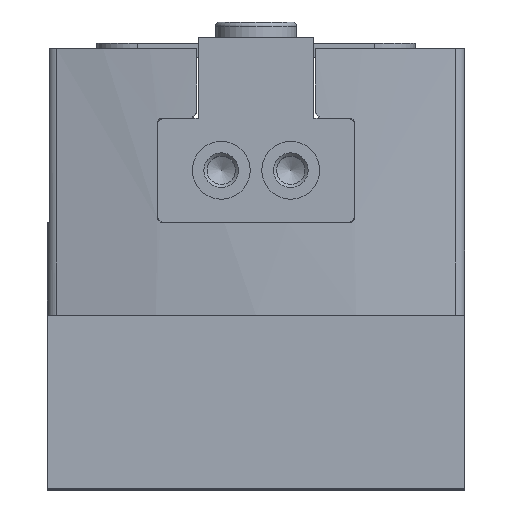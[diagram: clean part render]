
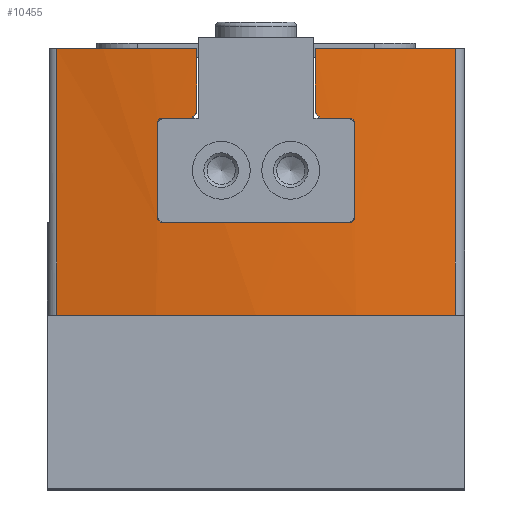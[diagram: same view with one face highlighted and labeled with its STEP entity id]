
A CAD part, top view. The second image highlights one B-rep face of the part: STEP entity #10455.
In plain terms, the highlighted cylindrical face has radius 80 mm (diameter 160 mm), a partial arc.
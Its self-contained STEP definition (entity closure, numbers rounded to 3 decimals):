
#117=ELLIPSE('',#11125,113.137,80.);
#118=ELLIPSE('',#11127,113.137,80.);
#119=ELLIPSE('',#11128,113.137,80.);
#120=ELLIPSE('',#11130,113.137,80.);
#121=ELLIPSE('',#11131,113.137,80.);
#122=ELLIPSE('',#11133,113.137,80.);
#149=CYLINDRICAL_SURFACE('',#11124,80.);
#414=CIRCLE('',#11086,80.);
#436=CIRCLE('',#11115,80.);
#443=CIRCLE('',#11126,80.);
#444=CIRCLE('',#11129,80.);
#445=CIRCLE('',#11132,80.);
#446=CIRCLE('',#11134,80.);
#1269=ORIENTED_EDGE('',*,*,#3234,.F.);
#1270=ORIENTED_EDGE('',*,*,#3244,.F.);
#1271=ORIENTED_EDGE('',*,*,#3245,.F.);
#1272=ORIENTED_EDGE('',*,*,#3246,.F.);
#1273=ORIENTED_EDGE('',*,*,#3247,.F.);
#1274=ORIENTED_EDGE('',*,*,#3248,.F.);
#1275=ORIENTED_EDGE('',*,*,#3249,.F.);
#1276=ORIENTED_EDGE('',*,*,#3250,.F.);
#1277=ORIENTED_EDGE('',*,*,#3251,.F.);
#1278=ORIENTED_EDGE('',*,*,#3252,.F.);
#1279=ORIENTED_EDGE('',*,*,#3253,.F.);
#1280=ORIENTED_EDGE('',*,*,#3254,.F.);
#1281=ORIENTED_EDGE('',*,*,#3242,.F.);
#1282=ORIENTED_EDGE('',*,*,#3214,.F.);
#1283=ORIENTED_EDGE('',*,*,#3255,.T.);
#1284=ORIENTED_EDGE('',*,*,#3256,.T.);
#1285=ORIENTED_EDGE('',*,*,#3257,.F.);
#1286=ORIENTED_EDGE('',*,*,#3162,.F.);
#3162=EDGE_CURVE('',#4108,#4109,#414,.T.);
#3214=EDGE_CURVE('',#4147,#4148,#436,.T.);
#3234=EDGE_CURVE('',#4164,#4108,#4758,.F.);
#3242=EDGE_CURVE('',#4148,#4170,#4766,.T.);
#3244=EDGE_CURVE('',#4171,#4164,#117,.T.);
#3245=EDGE_CURVE('',#4172,#4171,#443,.T.);
#3246=EDGE_CURVE('',#4173,#4172,#118,.T.);
#3247=EDGE_CURVE('',#4174,#4173,#4768,.F.);
#3248=EDGE_CURVE('',#4175,#4174,#119,.T.);
#3249=EDGE_CURVE('',#4176,#4175,#444,.T.);
#3250=EDGE_CURVE('',#4177,#4176,#120,.T.);
#3251=EDGE_CURVE('',#4178,#4177,#4769,.T.);
#3252=EDGE_CURVE('',#4179,#4178,#121,.T.);
#3253=EDGE_CURVE('',#4180,#4179,#445,.T.);
#3254=EDGE_CURVE('',#4170,#4180,#122,.T.);
#3255=EDGE_CURVE('',#4147,#4181,#4770,.T.);
#3256=EDGE_CURVE('',#4181,#4182,#446,.T.);
#3257=EDGE_CURVE('',#4109,#4182,#4771,.T.);
#4108=VERTEX_POINT('',#15115);
#4109=VERTEX_POINT('',#15117);
#4147=VERTEX_POINT('',#15213);
#4148=VERTEX_POINT('',#15215);
#4164=VERTEX_POINT('',#15251);
#4170=VERTEX_POINT('',#15267);
#4171=VERTEX_POINT('',#15271);
#4172=VERTEX_POINT('',#15273);
#4173=VERTEX_POINT('',#15275);
#4174=VERTEX_POINT('',#15277);
#4175=VERTEX_POINT('',#15279);
#4176=VERTEX_POINT('',#15281);
#4177=VERTEX_POINT('',#15283);
#4178=VERTEX_POINT('',#15285);
#4179=VERTEX_POINT('',#15287);
#4180=VERTEX_POINT('',#15289);
#4181=VERTEX_POINT('',#15292);
#4182=VERTEX_POINT('',#15294);
#4758=LINE('',#15252,#5322);
#4766=LINE('',#15266,#5330);
#4768=LINE('',#15276,#5332);
#4769=LINE('',#15284,#5333);
#4770=LINE('',#15291,#5334);
#4771=LINE('',#15295,#5335);
#5322=VECTOR('',#12445,1000.);
#5330=VECTOR('',#12455,1000.);
#5332=VECTOR('',#12465,1000.);
#5333=VECTOR('',#12472,1000.);
#5334=VECTOR('',#12479,1000.);
#5335=VECTOR('',#12482,1000.);
#5836=EDGE_LOOP('',(#1269,#1270,#1271,#1272,#1273,#1274,#1275,#1276,#1277,
#1278,#1279,#1280,#1281,#1282,#1283,#1284,#1285,#1286));
#6528=FACE_BOUND('',#5836,.T.);
#10455=ADVANCED_FACE('',(#6528),#149,.T.);
#11086=AXIS2_PLACEMENT_3D('',#15116,#12328,#12329);
#11115=AXIS2_PLACEMENT_3D('',#15214,#12416,#12417);
#11124=AXIS2_PLACEMENT_3D('',#15269,#12457,#12458);
#11125=AXIS2_PLACEMENT_3D('',#15270,#12459,#12460);
#11126=AXIS2_PLACEMENT_3D('',#15272,#12461,#12462);
#11127=AXIS2_PLACEMENT_3D('',#15274,#12463,#12464);
#11128=AXIS2_PLACEMENT_3D('',#15278,#12466,#12467);
#11129=AXIS2_PLACEMENT_3D('',#15280,#12468,#12469);
#11130=AXIS2_PLACEMENT_3D('',#15282,#12470,#12471);
#11131=AXIS2_PLACEMENT_3D('',#15286,#12473,#12474);
#11132=AXIS2_PLACEMENT_3D('',#15288,#12475,#12476);
#11133=AXIS2_PLACEMENT_3D('',#15290,#12477,#12478);
#11134=AXIS2_PLACEMENT_3D('',#15293,#12480,#12481);
#12328=DIRECTION('',(0.,1.,0.));
#12329=DIRECTION('',(1.,0.,0.));
#12416=DIRECTION('',(0.,1.,0.));
#12417=DIRECTION('',(1.,0.,0.));
#12445=DIRECTION('',(0.,-1.,0.));
#12455=DIRECTION('',(0.,-1.,0.));
#12457=DIRECTION('',(0.,-1.,0.));
#12458=DIRECTION('',(0.,0.,-1.));
#12459=DIRECTION('',(-0.707,-0.707,0.));
#12460=DIRECTION('',(0.707,-0.707,0.));
#12461=DIRECTION('',(0.,-1.,0.));
#12462=DIRECTION('',(0.,0.,-1.));
#12463=DIRECTION('',(-0.707,-0.707,0.));
#12464=DIRECTION('',(0.707,-0.707,0.));
#12465=DIRECTION('',(0.,-1.,0.));
#12466=DIRECTION('',(-0.707,0.707,0.));
#12467=DIRECTION('',(-0.707,-0.707,0.));
#12468=DIRECTION('',(0.,1.,0.));
#12469=DIRECTION('',(0.,0.,1.));
#12470=DIRECTION('',(0.707,0.707,0.));
#12471=DIRECTION('',(0.707,-0.707,0.));
#12472=DIRECTION('',(0.,-1.,0.));
#12473=DIRECTION('',(0.707,-0.707,0.));
#12474=DIRECTION('',(-0.707,-0.707,0.));
#12475=DIRECTION('',(0.,-1.,0.));
#12476=DIRECTION('',(0.,0.,-1.));
#12477=DIRECTION('',(0.707,-0.707,0.));
#12478=DIRECTION('',(-0.707,-0.707,0.));
#12479=DIRECTION('',(0.,-1.,0.));
#12480=DIRECTION('',(0.,1.,0.));
#12481=DIRECTION('',(1.,0.,0.));
#12482=DIRECTION('',(0.,-1.,0.));
#15115=CARTESIAN_POINT('',(5.1,38.,31.837));
#15116=CARTESIAN_POINT('',(0.,38.,-48.));
#15117=CARTESIAN_POINT('',(17.215,38.,30.126));
#15213=CARTESIAN_POINT('',(-17.215,38.,30.126));
#15214=CARTESIAN_POINT('',(0.,38.,-48.));
#15215=CARTESIAN_POINT('',(-5.1,38.,31.837));
#15251=CARTESIAN_POINT('',(5.1,32.5,31.837));
#15252=CARTESIAN_POINT('',(5.1,38.,31.837));
#15266=CARTESIAN_POINT('',(-5.1,38.,31.837));
#15267=CARTESIAN_POINT('',(-5.1,32.5,31.837));
#15269=CARTESIAN_POINT('',(0.,38.,-48.));
#15270=CARTESIAN_POINT('',(0.,37.6,-48.));
#15271=CARTESIAN_POINT('',(5.6,32.,31.804));
#15272=CARTESIAN_POINT('',(0.,32.,-48.));
#15273=CARTESIAN_POINT('',(8.25,32.,31.573));
#15274=CARTESIAN_POINT('',(0.,40.25,-48.));
#15275=CARTESIAN_POINT('',(8.5,31.75,31.547));
#15276=CARTESIAN_POINT('',(8.5,38.,31.547));
#15277=CARTESIAN_POINT('',(8.5,23.25,31.547));
#15278=CARTESIAN_POINT('',(0.,14.75,-48.));
#15279=CARTESIAN_POINT('',(8.25,23.,31.573));
#15280=CARTESIAN_POINT('',(0.,23.,-48.));
#15281=CARTESIAN_POINT('',(-8.25,23.,31.573));
#15282=CARTESIAN_POINT('',(0.,14.75,-48.));
#15283=CARTESIAN_POINT('',(-8.5,23.25,31.547));
#15284=CARTESIAN_POINT('',(-8.5,38.,31.547));
#15285=CARTESIAN_POINT('',(-8.5,31.75,31.547));
#15286=CARTESIAN_POINT('',(0.,40.25,-48.));
#15287=CARTESIAN_POINT('',(-8.25,32.,31.573));
#15288=CARTESIAN_POINT('',(0.,32.,-48.));
#15289=CARTESIAN_POINT('',(-5.6,32.,31.804));
#15290=CARTESIAN_POINT('',(0.,37.6,-48.));
#15291=CARTESIAN_POINT('',(-17.215,38.,30.126));
#15292=CARTESIAN_POINT('',(-17.215,15.,30.126));
#15293=CARTESIAN_POINT('',(0.,15.,-48.));
#15294=CARTESIAN_POINT('',(17.215,15.,30.126));
#15295=CARTESIAN_POINT('',(17.215,38.,30.126));
